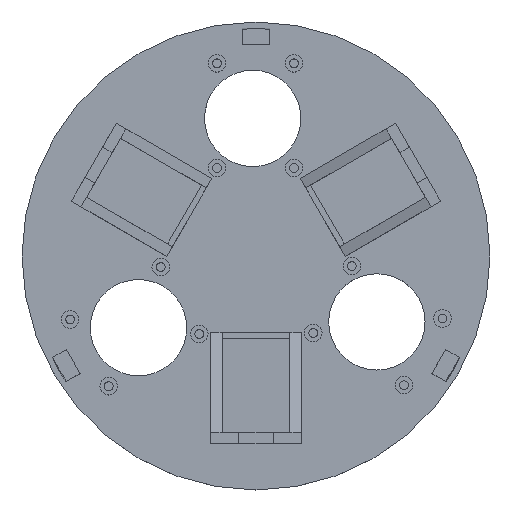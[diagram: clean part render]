
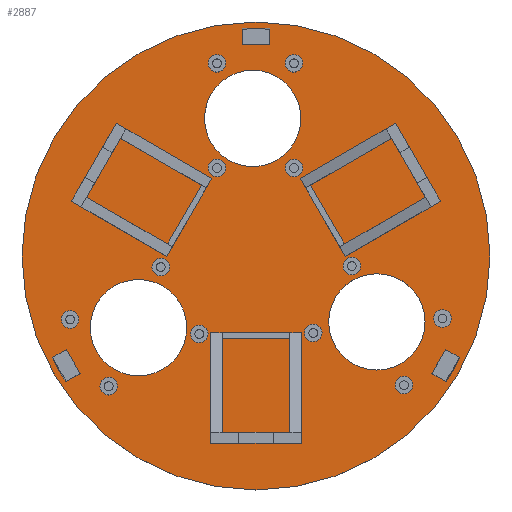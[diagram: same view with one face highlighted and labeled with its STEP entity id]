
A CAD part, top view. The second image highlights one B-rep face of the part: STEP entity #2887.
In plain terms, the highlighted planar face has unit normal (0, 0, 1).
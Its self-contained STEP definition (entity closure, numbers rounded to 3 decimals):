
#49=FACE_BOUND('',#903,.T.);
#50=FACE_BOUND('',#904,.T.);
#51=FACE_BOUND('',#905,.T.);
#52=FACE_BOUND('',#906,.T.);
#53=FACE_BOUND('',#907,.T.);
#54=FACE_BOUND('',#908,.T.);
#55=FACE_BOUND('',#909,.T.);
#56=FACE_BOUND('',#910,.T.);
#57=FACE_BOUND('',#911,.T.);
#58=FACE_BOUND('',#912,.T.);
#59=FACE_BOUND('',#913,.T.);
#60=FACE_BOUND('',#914,.T.);
#61=FACE_BOUND('',#915,.T.);
#62=FACE_BOUND('',#916,.T.);
#63=FACE_BOUND('',#917,.T.);
#718=FACE_OUTER_BOUND('',#902,.T.);
#902=EDGE_LOOP('',(#1962));
#903=EDGE_LOOP('',(#1963));
#904=EDGE_LOOP('',(#1964));
#905=EDGE_LOOP('',(#1965));
#906=EDGE_LOOP('',(#1966));
#907=EDGE_LOOP('',(#1967));
#908=EDGE_LOOP('',(#1968));
#909=EDGE_LOOP('',(#1969));
#910=EDGE_LOOP('',(#1970));
#911=EDGE_LOOP('',(#1971));
#912=EDGE_LOOP('',(#1972));
#913=EDGE_LOOP('',(#1973));
#914=EDGE_LOOP('',(#1974));
#915=EDGE_LOOP('',(#1975));
#916=EDGE_LOOP('',(#1976));
#917=EDGE_LOOP('',(#1977));
#1158=CIRCLE('',#3095,3.2);
#1159=CIRCLE('',#3098,85.);
#1160=CIRCLE('',#3099,3.2);
#1161=CIRCLE('',#3100,3.2);
#1162=CIRCLE('',#3101,3.2);
#1163=CIRCLE('',#3102,3.2);
#1164=CIRCLE('',#3103,3.2);
#1165=CIRCLE('',#3104,3.2);
#1166=CIRCLE('',#3105,17.5);
#1167=CIRCLE('',#3106,17.5);
#1168=CIRCLE('',#3107,17.5);
#1169=CIRCLE('',#3108,3.2);
#1170=CIRCLE('',#3109,3.2);
#1171=CIRCLE('',#3110,3.2);
#1172=CIRCLE('',#3111,3.2);
#1173=CIRCLE('',#3112,3.2);
#1280=VERTEX_POINT('',#4294);
#1281=VERTEX_POINT('',#4299);
#1282=VERTEX_POINT('',#4301);
#1283=VERTEX_POINT('',#4303);
#1284=VERTEX_POINT('',#4305);
#1285=VERTEX_POINT('',#4307);
#1286=VERTEX_POINT('',#4309);
#1287=VERTEX_POINT('',#4311);
#1288=VERTEX_POINT('',#4313);
#1289=VERTEX_POINT('',#4315);
#1290=VERTEX_POINT('',#4317);
#1291=VERTEX_POINT('',#4319);
#1292=VERTEX_POINT('',#4321);
#1293=VERTEX_POINT('',#4323);
#1294=VERTEX_POINT('',#4325);
#1295=VERTEX_POINT('',#4327);
#1551=EDGE_CURVE('',#1280,#1280,#1158,.T.);
#1552=EDGE_CURVE('',#1281,#1281,#1159,.T.);
#1553=EDGE_CURVE('',#1282,#1282,#1160,.T.);
#1554=EDGE_CURVE('',#1283,#1283,#1161,.T.);
#1555=EDGE_CURVE('',#1284,#1284,#1162,.T.);
#1556=EDGE_CURVE('',#1285,#1285,#1163,.T.);
#1557=EDGE_CURVE('',#1286,#1286,#1164,.T.);
#1558=EDGE_CURVE('',#1287,#1287,#1165,.T.);
#1559=EDGE_CURVE('',#1288,#1288,#1166,.T.);
#1560=EDGE_CURVE('',#1289,#1289,#1167,.T.);
#1561=EDGE_CURVE('',#1290,#1290,#1168,.T.);
#1562=EDGE_CURVE('',#1291,#1291,#1169,.T.);
#1563=EDGE_CURVE('',#1292,#1292,#1170,.T.);
#1564=EDGE_CURVE('',#1293,#1293,#1171,.T.);
#1565=EDGE_CURVE('',#1294,#1294,#1172,.T.);
#1566=EDGE_CURVE('',#1295,#1295,#1173,.T.);
#1962=ORIENTED_EDGE('',*,*,#1552,.T.);
#1963=ORIENTED_EDGE('',*,*,#1553,.T.);
#1964=ORIENTED_EDGE('',*,*,#1554,.T.);
#1965=ORIENTED_EDGE('',*,*,#1555,.T.);
#1966=ORIENTED_EDGE('',*,*,#1556,.T.);
#1967=ORIENTED_EDGE('',*,*,#1557,.T.);
#1968=ORIENTED_EDGE('',*,*,#1558,.T.);
#1969=ORIENTED_EDGE('',*,*,#1559,.T.);
#1970=ORIENTED_EDGE('',*,*,#1560,.T.);
#1971=ORIENTED_EDGE('',*,*,#1561,.T.);
#1972=ORIENTED_EDGE('',*,*,#1562,.T.);
#1973=ORIENTED_EDGE('',*,*,#1563,.T.);
#1974=ORIENTED_EDGE('',*,*,#1564,.T.);
#1975=ORIENTED_EDGE('',*,*,#1565,.T.);
#1976=ORIENTED_EDGE('',*,*,#1566,.T.);
#1977=ORIENTED_EDGE('',*,*,#1551,.T.);
#2763=PLANE('',#3097);
#2887=ADVANCED_FACE('',(#718,#49,#50,#51,#52,#53,#54,#55,#56,#57,#58,#59,
#60,#61,#62,#63),#2763,.T.);
#3095=AXIS2_PLACEMENT_3D('',#4296,#3419,#3420);
#3097=AXIS2_PLACEMENT_3D('',#4298,#3423,#3424);
#3098=AXIS2_PLACEMENT_3D('',#4300,#3425,#3426);
#3099=AXIS2_PLACEMENT_3D('',#4302,#3427,#3428);
#3100=AXIS2_PLACEMENT_3D('',#4304,#3429,#3430);
#3101=AXIS2_PLACEMENT_3D('',#4306,#3431,#3432);
#3102=AXIS2_PLACEMENT_3D('',#4308,#3433,#3434);
#3103=AXIS2_PLACEMENT_3D('',#4310,#3435,#3436);
#3104=AXIS2_PLACEMENT_3D('',#4312,#3437,#3438);
#3105=AXIS2_PLACEMENT_3D('',#4314,#3439,#3440);
#3106=AXIS2_PLACEMENT_3D('',#4316,#3441,#3442);
#3107=AXIS2_PLACEMENT_3D('',#4318,#3443,#3444);
#3108=AXIS2_PLACEMENT_3D('',#4320,#3445,#3446);
#3109=AXIS2_PLACEMENT_3D('',#4322,#3447,#3448);
#3110=AXIS2_PLACEMENT_3D('',#4324,#3449,#3450);
#3111=AXIS2_PLACEMENT_3D('',#4326,#3451,#3452);
#3112=AXIS2_PLACEMENT_3D('',#4328,#3453,#3454);
#3419=DIRECTION('center_axis',(0.,0.,-1.));
#3420=DIRECTION('ref_axis',(0.5,0.866,0.));
#3423=DIRECTION('center_axis',(0.,0.,1.));
#3424=DIRECTION('ref_axis',(1.,0.,0.));
#3425=DIRECTION('center_axis',(0.,0.,1.));
#3426=DIRECTION('ref_axis',(1.,0.,0.));
#3427=DIRECTION('center_axis',(0.,0.,-1.));
#3428=DIRECTION('ref_axis',(0.5,0.866,0.));
#3429=DIRECTION('center_axis',(0.,0.,-1.));
#3430=DIRECTION('ref_axis',(0.5,0.866,0.));
#3431=DIRECTION('center_axis',(0.,0.,-1.));
#3432=DIRECTION('ref_axis',(0.5,-0.866,0.));
#3433=DIRECTION('center_axis',(0.,0.,-1.));
#3434=DIRECTION('ref_axis',(0.5,-0.866,0.));
#3435=DIRECTION('center_axis',(0.,0.,-1.));
#3436=DIRECTION('ref_axis',(-1.,0.,0.));
#3437=DIRECTION('center_axis',(0.,0.,-1.));
#3438=DIRECTION('ref_axis',(-1.,0.,0.));
#3439=DIRECTION('center_axis',(0.,0.,-1.));
#3440=DIRECTION('ref_axis',(-1.,0.,0.));
#3441=DIRECTION('center_axis',(0.,0.,-1.));
#3442=DIRECTION('ref_axis',(-1.,0.,0.));
#3443=DIRECTION('center_axis',(0.,0.,-1.));
#3444=DIRECTION('ref_axis',(-1.,0.,0.));
#3445=DIRECTION('center_axis',(0.,0.,-1.));
#3446=DIRECTION('ref_axis',(-1.,0.,0.));
#3447=DIRECTION('center_axis',(0.,0.,-1.));
#3448=DIRECTION('ref_axis',(-1.,0.,0.));
#3449=DIRECTION('center_axis',(0.,0.,-1.));
#3450=DIRECTION('ref_axis',(0.5,-0.866,0.));
#3451=DIRECTION('center_axis',(0.,0.,-1.));
#3452=DIRECTION('ref_axis',(0.5,-0.866,0.));
#3453=DIRECTION('center_axis',(0.,0.,-1.));
#3454=DIRECTION('ref_axis',(0.5,0.866,0.));
#4294=CARTESIAN_POINT('',(52.115,-49.704,4.));
#4296=CARTESIAN_POINT('Origin',(53.715,-46.933,4.));
#4298=CARTESIAN_POINT('Origin',(0.,0.,4.));
#4299=CARTESIAN_POINT('',(-85.,0.,4.));
#4300=CARTESIAN_POINT('Origin',(0.,0.,4.));
#4301=CARTESIAN_POINT('',(33.206,-6.456,4.));
#4302=CARTESIAN_POINT('Origin',(34.806,-3.684,4.));
#4303=CARTESIAN_POINT('',(66.115,-25.456,4.));
#4304=CARTESIAN_POINT('Origin',(67.715,-22.684,4.));
#4305=CARTESIAN_POINT('',(-22.194,-25.53,4.));
#4306=CARTESIAN_POINT('Origin',(-20.594,-28.301,4.));
#4307=CARTESIAN_POINT('',(-55.103,-44.53,4.));
#4308=CARTESIAN_POINT('Origin',(-53.503,-47.301,4.));
#4309=CARTESIAN_POINT('',(-11.012,31.985,4.));
#4310=CARTESIAN_POINT('Origin',(-14.212,31.985,4.));
#4311=CARTESIAN_POINT('',(-11.012,69.985,4.));
#4312=CARTESIAN_POINT('Origin',(-14.212,69.985,4.));
#4313=CARTESIAN_POINT('',(61.395,-23.943,4.));
#4314=CARTESIAN_POINT('Origin',(43.895,-23.943,4.));
#4315=CARTESIAN_POINT('',(-25.182,-26.043,4.));
#4316=CARTESIAN_POINT('Origin',(-42.682,-26.043,4.));
#4317=CARTESIAN_POINT('',(16.288,49.985,4.));
#4318=CARTESIAN_POINT('Origin',(-1.212,49.985,4.));
#4319=CARTESIAN_POINT('',(16.988,31.985,4.));
#4320=CARTESIAN_POINT('Origin',(13.788,31.985,4.));
#4321=CARTESIAN_POINT('',(16.988,69.985,4.));
#4322=CARTESIAN_POINT('Origin',(13.788,69.985,4.));
#4323=CARTESIAN_POINT('',(-36.194,-1.281,4.));
#4324=CARTESIAN_POINT('Origin',(-34.594,-4.052,4.));
#4325=CARTESIAN_POINT('',(-69.103,-20.281,4.));
#4326=CARTESIAN_POINT('Origin',(-67.503,-23.052,4.));
#4327=CARTESIAN_POINT('',(19.206,-30.704,4.));
#4328=CARTESIAN_POINT('Origin',(20.806,-27.933,4.));
